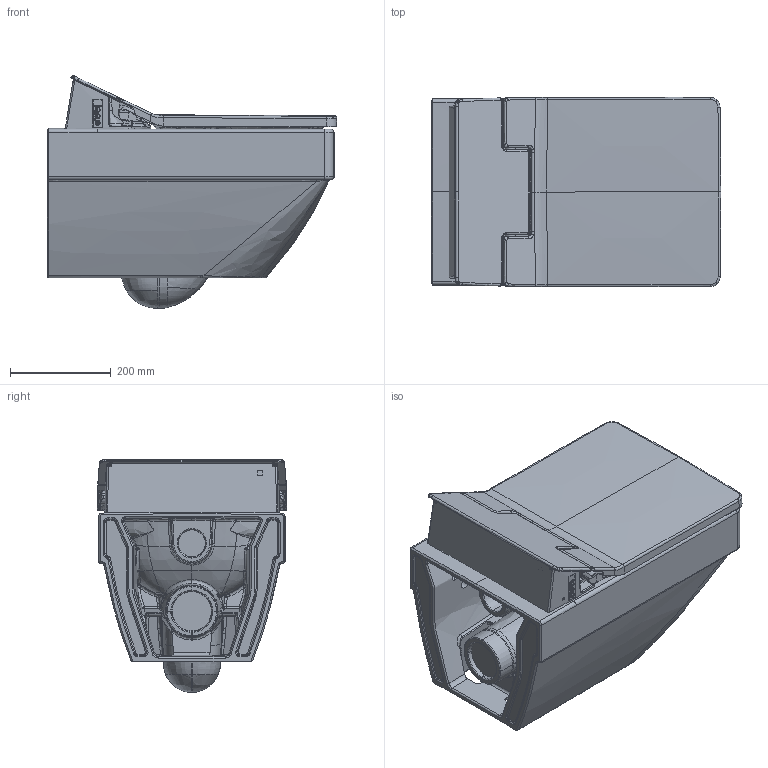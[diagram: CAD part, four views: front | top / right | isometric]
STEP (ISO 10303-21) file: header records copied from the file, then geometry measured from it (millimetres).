
FILE_DESCRIPTION((''),'2;1');
FILE_NAME('252559_611500.stp','2017-07-31T14:12:54',('Administrator'),(''),'Autodesk Inventor 2011','Autodesk Inventor 2011','');
FILE_SCHEMA(('CONFIG_CONTROL_DESIGN'));
Length unit declared in the file: millimetre
Products named in the file (11): 252559_611500; 252559; 611500; Sitz_Deckel Bgr; Gehäuse Bgr; Gehäuse; Abdeckung; Blende 1; Blende 2; Dreiertaster; Montageplatte opt
Assembly tree (10 placements, depth 4):
  252559_611500
    252559
    611500
      Sitz_Deckel Bgr
      Gehäuse Bgr
        Gehäuse
        Abdeckung
        Blende 1
        Blende 2
        Dreiertaster
        Montageplatte opt
Bounding box: 575.31 x 376.11 x 462.47 mm (x, y, z)
Volume: 28456971.3 mm3; surface area: 2398451.2 mm2
Topology: 12 solids, 12 shells, 3586 faces, 14735 edges, 11148 vertices
Faces by surface type: bspline 1836, plane 700, cylinder 679, sphere 147, torus 146, cone 78
Full cylindrical faces by diameter (mm): 0.613 x1, 0.628 x1, 0.695 x1, 0.713 x1, 0.782 x1, 0.803 x1, 0.916 x1, 0.94 x1, 1.091 x1, 1.119 x1, 2.4 x2, 3.2 x3, 3.5 x4, 4 x1, 5.5 x1, 6.5 x1, 8 x1, 9 x2, 10 x4, 14 x2, 19.8 x6, 20 x1, 40 x2
Entity records: 375969 total; most frequent: CARTESIAN_POINT 263308, ORIENTED_EDGE 29032, DIRECTION 15917, EDGE_CURVE 14516, VERTEX_POINT 11080, B_SPLINE_CURVE_WITH_KNOTS 5762, AXIS2_PLACEMENT_3D 5392, VECTOR 5133
